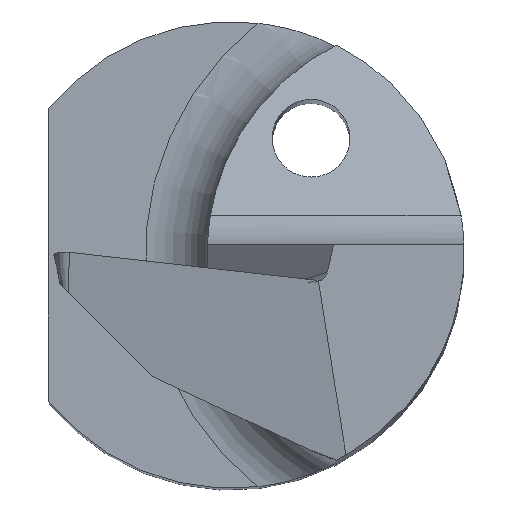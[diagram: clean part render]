
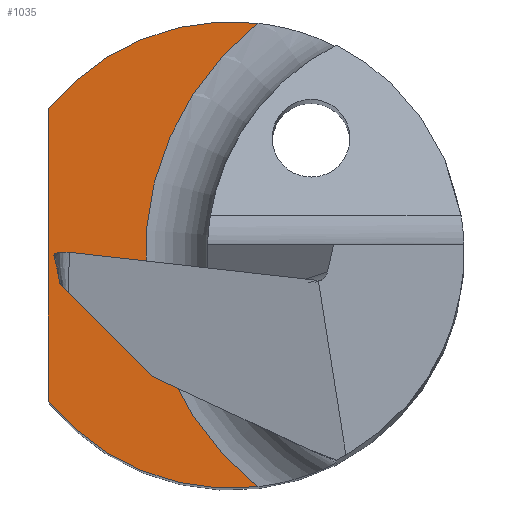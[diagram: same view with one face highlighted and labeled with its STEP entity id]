
A CAD part, top view. The second image highlights one B-rep face of the part: STEP entity #1035.
In plain terms, the highlighted planar face has unit normal (0, 0, 1).
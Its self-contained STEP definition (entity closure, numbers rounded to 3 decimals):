
#49 = ORIENTED_EDGE ( 'NONE', *, *, #917, .F. ) ;
#132 = CARTESIAN_POINT ( 'NONE',  ( -2.35, 0.5, 15. ) ) ;
#188 = EDGE_CURVE ( 'NONE', #670, #464, #938, .T. ) ;
#213 = CIRCLE ( 'NONE', #866, 3.787 ) ;
#217 = CARTESIAN_POINT ( 'NONE',  ( 0.35, 2.98, 15. ) ) ;
#243 = EDGE_CURVE ( 'NONE', #956, #670, #213, .T. ) ;
#266 = CARTESIAN_POINT ( 'NONE',  ( 2.687, 0., 15. ) ) ;
#290 = CARTESIAN_POINT ( 'NONE',  ( -2.35, 1.865, 15. ) ) ;
#399 = AXIS2_PLACEMENT_3D ( 'NONE', #747, #653, #845 ) ;
#464 = VERTEX_POINT ( 'NONE', #761 ) ;
#541 = ORIENTED_EDGE ( 'NONE', *, *, #188, .F. ) ;
#555 = EDGE_CURVE ( 'NONE', #464, #967, #932, .T. ) ;
#653 = DIRECTION ( 'NONE',  ( 0., 0., 1. ) ) ;
#668 = ORIENTED_EDGE ( 'NONE', *, *, #555, .F. ) ;
#670 = VERTEX_POINT ( 'NONE', #1051 ) ;
#721 = AXIS2_PLACEMENT_3D ( 'NONE', #1176, #1064, #725 ) ;
#725 = DIRECTION ( 'NONE',  ( -1., 0., 0. ) ) ;
#736 = VECTOR ( 'NONE', #867, 1000. ) ;
#740 = DIRECTION ( 'NONE',  ( 0., 0., -1. ) ) ;
#747 = CARTESIAN_POINT ( 'NONE',  ( 0., 0., 15. ) ) ;
#761 = CARTESIAN_POINT ( 'NONE',  ( -2.35, -1.865, 15. ) ) ;
#771 = DIRECTION ( 'NONE',  ( 0., 0., 1. ) ) ;
#830 = PLANE ( 'NONE',  #399 ) ;
#840 = FACE_OUTER_BOUND ( 'NONE', #945, .T. ) ;
#845 = DIRECTION ( 'NONE',  ( -1., 0., 0. ) ) ;
#866 = AXIS2_PLACEMENT_3D ( 'NONE', #266, #771, #896 ) ;
#867 = DIRECTION ( 'NONE',  ( 0., 1., 0. ) ) ;
#889 = CIRCLE ( 'NONE', #1095, 3. ) ;
#896 = DIRECTION ( 'NONE',  ( -1., 0., 0. ) ) ;
#914 = CARTESIAN_POINT ( 'NONE',  ( 0., 0., 15. ) ) ;
#917 = EDGE_CURVE ( 'NONE', #967, #956, #889, .T. ) ;
#932 = LINE ( 'NONE', #132, #736 ) ;
#938 = CIRCLE ( 'NONE', #721, 3. ) ;
#945 = EDGE_LOOP ( 'NONE', ( #49, #668, #541, #1132 ) ) ;
#956 = VERTEX_POINT ( 'NONE', #217 ) ;
#967 = VERTEX_POINT ( 'NONE', #290 ) ;
#1035 = ADVANCED_FACE ( 'NONE', ( #840 ), #830, .T. ) ;
#1051 = CARTESIAN_POINT ( 'NONE',  ( 0.35, -2.98, 15. ) ) ;
#1064 = DIRECTION ( 'NONE',  ( 0., 0., -1. ) ) ;
#1094 = DIRECTION ( 'NONE',  ( -1., 0., 0. ) ) ;
#1095 = AXIS2_PLACEMENT_3D ( 'NONE', #914, #740, #1094 ) ;
#1132 = ORIENTED_EDGE ( 'NONE', *, *, #243, .F. ) ;
#1176 = CARTESIAN_POINT ( 'NONE',  ( 0., 0., 15. ) ) ;
